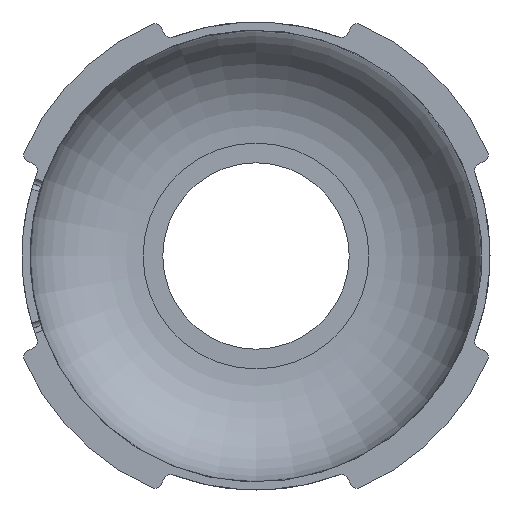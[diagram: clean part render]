
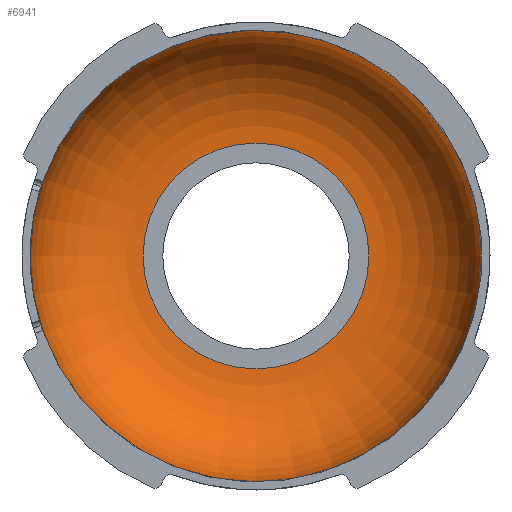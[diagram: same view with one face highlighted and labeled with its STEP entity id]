
A CAD part, left-side view. The second image highlights one B-rep face of the part: STEP entity #6941.
In plain terms, the highlighted toroidal (fillet/blend) face has major radius 14 mm and minor radius 14 mm.
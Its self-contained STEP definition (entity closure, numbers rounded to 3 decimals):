
#6728=CARTESIAN_POINT('',(102.,14.,0.));
#6729=VERTEX_POINT('',#6728);
#6730=CARTESIAN_POINT('',(102.,0.0,0.0));
#6731=DIRECTION('',(-1.0,0.0,0.0));
#6732=DIRECTION('',(0.0,-1.0,0.0));
#6733=AXIS2_PLACEMENT_3D('',#6730,#6731,#6732);
#6734=CIRCLE('',#6733,14.);
#6735=EDGE_CURVE('',#6729,#6729,#6734,.T.);
#6918=CARTESIAN_POINT('',(88.0,28.,0.0));
#6919=VERTEX_POINT('',#6918);
#6920=CARTESIAN_POINT('',(88.0,0.0,0.0));
#6921=DIRECTION('',(1.0,0.0,0.0));
#6922=DIRECTION('',(0.0,-1.0,0.0));
#6923=AXIS2_PLACEMENT_3D('',#6920,#6921,#6922);
#6924=CIRCLE('',#6923,28.);
#6925=EDGE_CURVE('',#6919,#6919,#6924,.T.);
#6930=CARTESIAN_POINT('',(88.0,0.0,0.0));
#6931=DIRECTION('',(1.0,0.0,0.0));
#6932=DIRECTION('',(0.0,0.0,-1.0));
#6933=AXIS2_PLACEMENT_3D('',#6930,#6931,#6932);
#6934=TOROIDAL_SURFACE('',#6933,14.,14.0);
#6935=ORIENTED_EDGE('',*,*,#6925,.F.);
#6936=EDGE_LOOP('',(#6935));
#6937=FACE_OUTER_BOUND('',#6936,.T.);
#6938=ORIENTED_EDGE('',*,*,#6735,.F.);
#6939=EDGE_LOOP('',(#6938));
#6940=FACE_BOUND('',#6939,.T.);
#6941=ADVANCED_FACE('',(#6937,#6940),#6934,.F.);
